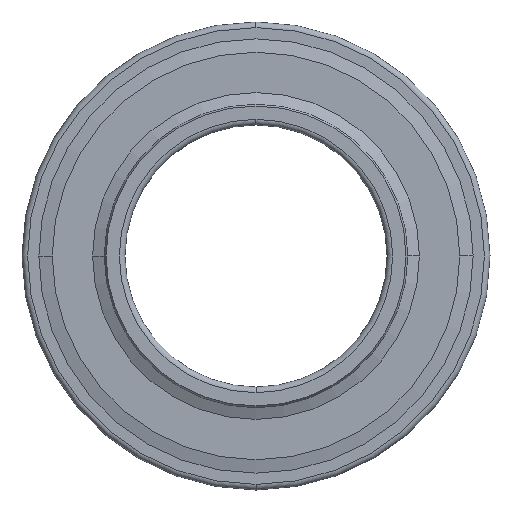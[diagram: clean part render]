
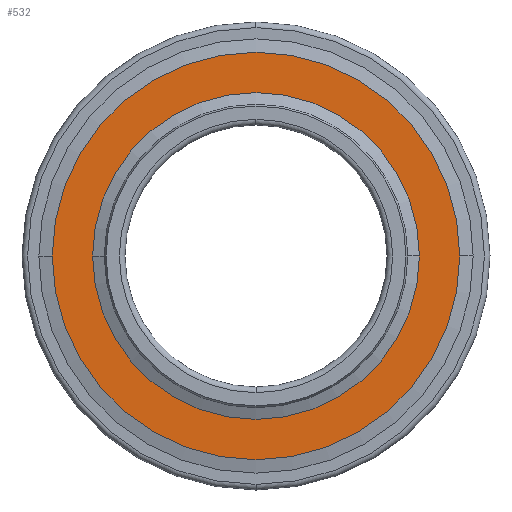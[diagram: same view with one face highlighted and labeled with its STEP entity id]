
A CAD part, left-side view. The second image highlights one B-rep face of the part: STEP entity #532.
In plain terms, the highlighted planar face has unit normal (-1, 0, 0).
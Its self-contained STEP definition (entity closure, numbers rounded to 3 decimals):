
#532=ADVANCED_FACE('',(#1335,#1336),#1337,.T.);
#1335=FACE_OUTER_BOUND('',#2489,.T.);
#1336=FACE_BOUND('',#2490,.T.);
#1337=PLANE('',#2491);
#2489=EDGE_LOOP('',(#4053,#4054));
#2490=EDGE_LOOP('',(#4055,#4056));
#2491=AXIS2_PLACEMENT_3D('',#4057,#4058,#4059);
#4053=ORIENTED_EDGE('',*,*,#6696,.F.);
#4054=ORIENTED_EDGE('',*,*,#6753,.F.);
#4055=ORIENTED_EDGE('',*,*,#6751,.T.);
#4056=ORIENTED_EDGE('',*,*,#6701,.T.);
#4057=CARTESIAN_POINT('',(0.093,49.025,0.0));
#4058=DIRECTION('',(-1.0,0.,0.0));
#4059=DIRECTION('',(0.,-1.0,-0.0));
#6696=EDGE_CURVE('',#8006,#8009,#8010,.T.);
#6701=EDGE_CURVE('',#8018,#8015,#8019,.T.);
#6751=EDGE_CURVE('',#8015,#8018,#8088,.T.);
#6753=EDGE_CURVE('',#8009,#8006,#8090,.T.);
#8006=VERTEX_POINT('',#9985);
#8009=VERTEX_POINT('',#9989);
#8010=CIRCLE('',#9990,54.41);
#8015=VERTEX_POINT('',#9996);
#8018=VERTEX_POINT('',#10000);
#8019=CIRCLE('',#10001,43.64);
#8088=CIRCLE('',#10083,43.64);
#8090=CIRCLE('',#10085,54.41);
#9985=CARTESIAN_POINT('',(0.093,54.41,0.0));
#9989=CARTESIAN_POINT('',(0.093,-54.41,0.));
#9990=AXIS2_PLACEMENT_3D('',#17268,#17269,#17270);
#9996=CARTESIAN_POINT('',(0.093,43.64,0.0));
#10000=CARTESIAN_POINT('',(0.093,-43.64,0.));
#10001=AXIS2_PLACEMENT_3D('',#17276,#17277,#17278);
#10083=AXIS2_PLACEMENT_3D('',#17352,#17353,#17354);
#10085=AXIS2_PLACEMENT_3D('',#17355,#17356,#17357);
#17268=CARTESIAN_POINT('',(0.093,0.0,0.0));
#17269=DIRECTION('',(1.0,0.0,0.0));
#17270=DIRECTION('',(0.0,1.0,0.0));
#17276=CARTESIAN_POINT('',(0.093,0.0,0.0));
#17277=DIRECTION('',(1.0,0.0,0.0));
#17278=DIRECTION('',(0.0,1.0,0.0));
#17352=CARTESIAN_POINT('',(0.093,0.0,0.0));
#17353=DIRECTION('',(1.0,0.0,0.0));
#17354=DIRECTION('',(0.0,1.0,0.0));
#17355=CARTESIAN_POINT('',(0.093,0.0,0.0));
#17356=DIRECTION('',(1.0,0.0,0.0));
#17357=DIRECTION('',(0.0,1.0,0.0));
